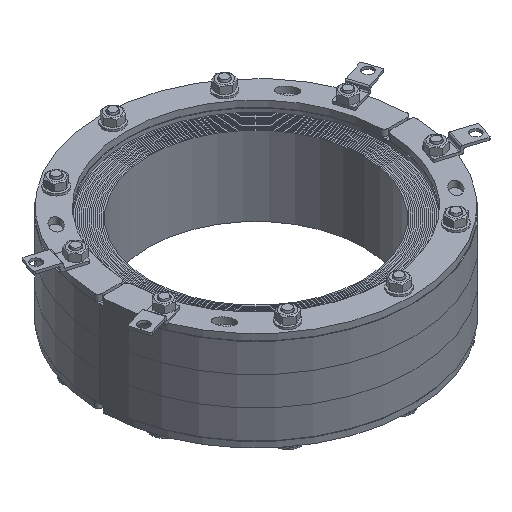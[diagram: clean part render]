
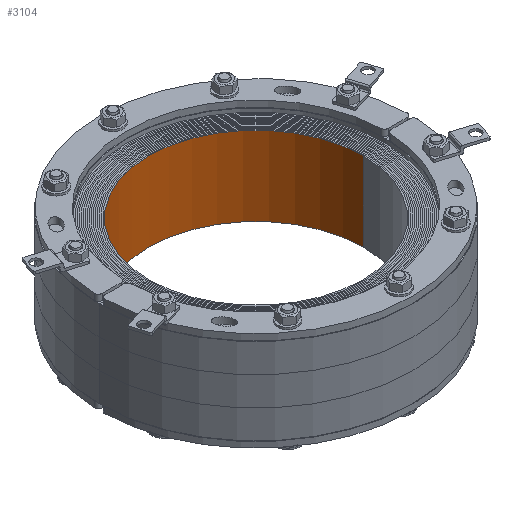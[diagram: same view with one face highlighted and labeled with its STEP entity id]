
A CAD part, isometric view. The second image highlights one B-rep face of the part: STEP entity #3104.
In plain terms, the highlighted cylindrical face has radius 85.4 mm (diameter 170.8 mm), a partial arc.
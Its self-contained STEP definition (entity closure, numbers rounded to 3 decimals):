
#358=CYLINDRICAL_SURFACE('',#4390,85.4);
#467=FACE_OUTER_BOUND('',#751,.T.);
#751=EDGE_LOOP('',(#2028,#2029,#2030,#2031));
#1046=VERTEX_POINT('',#6463);
#1049=VERTEX_POINT('',#6468);
#1052=VERTEX_POINT('',#6478);
#1053=VERTEX_POINT('',#6480);
#1427=EDGE_CURVE('',#1049,#1046,#4117,.T.);
#1432=EDGE_CURVE('',#1053,#1052,#4119,.T.);
#1434=EDGE_CURVE('',#1052,#1046,#3390,.T.);
#1435=EDGE_CURVE('',#1053,#1049,#3391,.T.);
#2028=ORIENTED_EDGE('',*,*,#1434,.T.);
#2029=ORIENTED_EDGE('',*,*,#1427,.F.);
#2030=ORIENTED_EDGE('',*,*,#1435,.F.);
#2031=ORIENTED_EDGE('',*,*,#1432,.T.);
#3104=ADVANCED_FACE('',(#467),#358,.F.);
#3390=LINE('',#6484,#3714);
#3391=LINE('',#6485,#3715);
#3714=VECTOR('',#5083,63.);
#3715=VECTOR('',#5084,63.);
#4117=CIRCLE('',#4385,85.4);
#4119=CIRCLE('',#4389,85.4);
#4385=AXIS2_PLACEMENT_3D('',#6470,#5067,#5068);
#4389=AXIS2_PLACEMENT_3D('',#6481,#5078,#5079);
#4390=AXIS2_PLACEMENT_3D('',#6483,#5081,#5082);
#5067=DIRECTION('center_axis',(1.,0.,0.));
#5068=DIRECTION('ref_axis',(0.,0.,-1.));
#5078=DIRECTION('center_axis',(1.,0.,0.));
#5079=DIRECTION('ref_axis',(0.,0.,-1.));
#5081=DIRECTION('center_axis',(1.,0.,0.));
#5082=DIRECTION('ref_axis',(0.,0.,-1.));
#5083=DIRECTION('',(-1.,0.,0.));
#5084=DIRECTION('',(-1.,0.,0.));
#6463=CARTESIAN_POINT('',(-31.5,0.,85.4));
#6468=CARTESIAN_POINT('',(-31.5,0.,-85.4));
#6470=CARTESIAN_POINT('Origin',(-31.5,0.,0.));
#6478=CARTESIAN_POINT('',(31.5,0.,85.4));
#6480=CARTESIAN_POINT('',(31.5,0.,-85.4));
#6481=CARTESIAN_POINT('Origin',(31.5,0.,0.));
#6483=CARTESIAN_POINT('Origin',(0.,0.,0.));
#6484=CARTESIAN_POINT('',(31.5,0.,85.4));
#6485=CARTESIAN_POINT('',(31.5,0.,-85.4));
